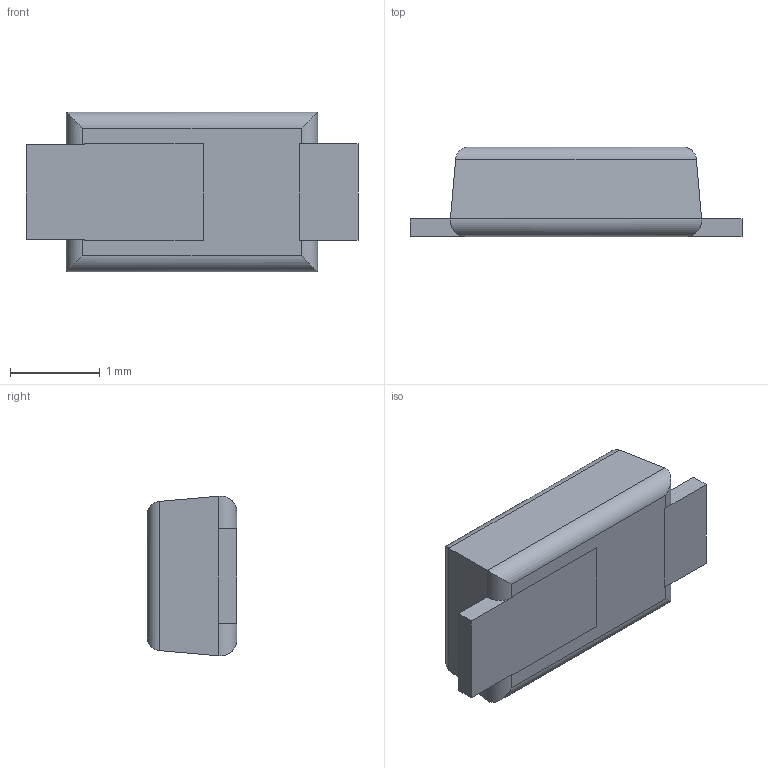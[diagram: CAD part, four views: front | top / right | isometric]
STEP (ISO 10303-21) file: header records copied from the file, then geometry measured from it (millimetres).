
FILE_DESCRIPTION (( 'STEP AP214' ), '1' );
FILE_NAME ('DFLS1100-7.STEP', '2023-02-09T08:04:23', ( '' ), ( '' ), 'SwSTEP 2.0', 'SolidWorks 2017', '' );
FILE_SCHEMA (( 'AUTOMOTIVE_DESIGN' ));
Length unit declared in the file: millimetre
Products named in the file (1): DFLS1100-7
Bounding box: 3.7 x 1 x 1.78 mm (x, y, z)
Volume: 4.8 mm3; surface area: 26.5 mm2
Topology: 4 solids, 4 shells, 59 faces, 136 edges, 85 vertices
Faces by surface type: plane 46, cylinder 13
Entity records: 1681 total; most frequent: CARTESIAN_POINT 314, ORIENTED_EDGE 272, DIRECTION 251, EDGE_CURVE 136, LINE 119, VECTOR 119, VERTEX_POINT 85, AXIS2_PLACEMENT_3D 66
